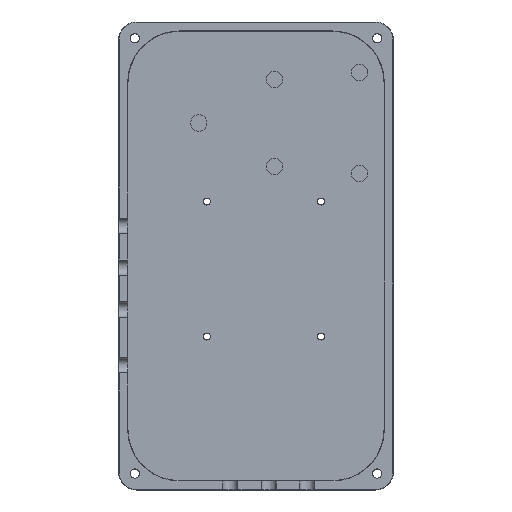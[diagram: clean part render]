
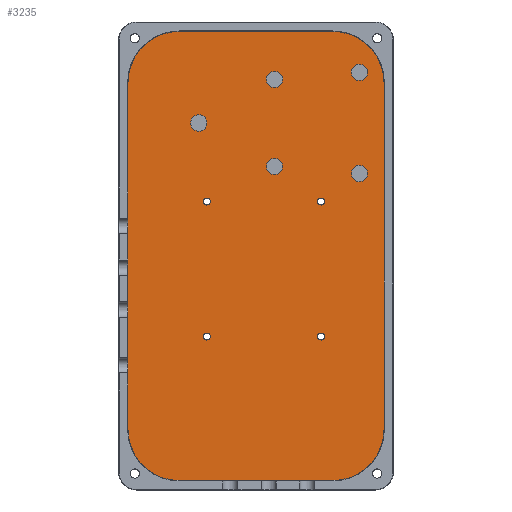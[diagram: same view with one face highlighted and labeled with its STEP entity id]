
A CAD part, top view. The second image highlights one B-rep face of the part: STEP entity #3235.
In plain terms, the highlighted planar face has unit normal (0, 0, 1).
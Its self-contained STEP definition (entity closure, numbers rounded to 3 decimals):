
#143=FACE_BOUND('',#684,.T.);
#144=FACE_BOUND('',#685,.T.);
#145=FACE_BOUND('',#686,.T.);
#146=FACE_BOUND('',#687,.T.);
#147=FACE_BOUND('',#688,.T.);
#148=FACE_BOUND('',#689,.T.);
#149=FACE_BOUND('',#690,.T.);
#150=FACE_BOUND('',#691,.T.);
#151=FACE_BOUND('',#692,.T.);
#171=CIRCLE('',#3294,22.);
#186=CIRCLE('',#3325,22.);
#215=CIRCLE('',#3356,22.);
#216=CIRCLE('',#3359,22.);
#270=CIRCLE('',#3435,3.5);
#272=CIRCLE('',#3439,3.5);
#274=CIRCLE('',#3443,3.5);
#276=CIRCLE('',#3447,3.5);
#278=CIRCLE('',#3451,3.5);
#288=CIRCLE('',#3550,1.5);
#289=CIRCLE('',#3552,1.5);
#290=CIRCLE('',#3554,1.5);
#291=CIRCLE('',#3556,1.5);
#461=FACE_OUTER_BOUND('',#683,.T.);
#683=EDGE_LOOP('',(#2955,#2956,#2957,#2958,#2959,#2960,#2961,#2962));
#684=EDGE_LOOP('',(#2963));
#685=EDGE_LOOP('',(#2964));
#686=EDGE_LOOP('',(#2965));
#687=EDGE_LOOP('',(#2966));
#688=EDGE_LOOP('',(#2967));
#689=EDGE_LOOP('',(#2968));
#690=EDGE_LOOP('',(#2969));
#691=EDGE_LOOP('',(#2970));
#692=EDGE_LOOP('',(#2971));
#778=LINE('',#4699,#1091);
#803=LINE('',#4754,#1116);
#839=LINE('',#4849,#1152);
#866=LINE('',#4961,#1179);
#1091=VECTOR('',#3715,10.);
#1116=VECTOR('',#3770,10.);
#1152=VECTOR('',#3862,10.);
#1179=VECTOR('',#3951,10.);
#1401=VERTEX_POINT('',#4696);
#1402=VERTEX_POINT('',#4698);
#1413=VERTEX_POINT('',#4735);
#1417=VERTEX_POINT('',#4753);
#1447=VERTEX_POINT('',#4843);
#1448=VERTEX_POINT('',#4847);
#1501=VERTEX_POINT('',#4955);
#1502=VERTEX_POINT('',#4959);
#1591=VERTEX_POINT('',#5185);
#1593=VERTEX_POINT('',#5192);
#1595=VERTEX_POINT('',#5199);
#1597=VERTEX_POINT('',#5206);
#1599=VERTEX_POINT('',#5213);
#1609=VERTEX_POINT('',#5394);
#1610=VERTEX_POINT('',#5398);
#1611=VERTEX_POINT('',#5402);
#1612=VERTEX_POINT('',#5406);
#1713=EDGE_CURVE('',#1401,#1402,#778,.T.);
#1733=EDGE_CURVE('',#1413,#1402,#171,.T.);
#1743=EDGE_CURVE('',#1413,#1417,#803,.T.);
#1792=EDGE_CURVE('',#1401,#1447,#186,.T.);
#1794=EDGE_CURVE('',#1448,#1447,#839,.T.);
#1848=EDGE_CURVE('',#1448,#1501,#215,.T.);
#1850=EDGE_CURVE('',#1502,#1501,#866,.T.);
#1851=EDGE_CURVE('',#1502,#1417,#216,.T.);
#1964=EDGE_CURVE('',#1591,#1591,#270,.T.);
#1967=EDGE_CURVE('',#1593,#1593,#272,.T.);
#1970=EDGE_CURVE('',#1595,#1595,#274,.T.);
#1973=EDGE_CURVE('',#1597,#1597,#276,.T.);
#1976=EDGE_CURVE('',#1599,#1599,#278,.T.);
#2057=EDGE_CURVE('',#1609,#1609,#288,.T.);
#2059=EDGE_CURVE('',#1610,#1610,#289,.T.);
#2061=EDGE_CURVE('',#1611,#1611,#290,.T.);
#2063=EDGE_CURVE('',#1612,#1612,#291,.T.);
#2955=ORIENTED_EDGE('',*,*,#1848,.T.);
#2956=ORIENTED_EDGE('',*,*,#1850,.F.);
#2957=ORIENTED_EDGE('',*,*,#1851,.T.);
#2958=ORIENTED_EDGE('',*,*,#1743,.F.);
#2959=ORIENTED_EDGE('',*,*,#1733,.T.);
#2960=ORIENTED_EDGE('',*,*,#1713,.F.);
#2961=ORIENTED_EDGE('',*,*,#1792,.T.);
#2962=ORIENTED_EDGE('',*,*,#1794,.F.);
#2963=ORIENTED_EDGE('',*,*,#1964,.T.);
#2964=ORIENTED_EDGE('',*,*,#1967,.T.);
#2965=ORIENTED_EDGE('',*,*,#1970,.T.);
#2966=ORIENTED_EDGE('',*,*,#1973,.T.);
#2967=ORIENTED_EDGE('',*,*,#1976,.T.);
#2968=ORIENTED_EDGE('',*,*,#2057,.T.);
#2969=ORIENTED_EDGE('',*,*,#2059,.T.);
#2970=ORIENTED_EDGE('',*,*,#2061,.T.);
#2971=ORIENTED_EDGE('',*,*,#2063,.T.);
#3065=PLANE('',#3559);
#3235=ADVANCED_FACE('',(#461,#143,#144,#145,#146,#147,#148,#149,#150,#151),
#3065,.F.);
#3294=AXIS2_PLACEMENT_3D('',#4736,#3751,#3752);
#3325=AXIS2_PLACEMENT_3D('',#4845,#3857,#3858);
#3356=AXIS2_PLACEMENT_3D('',#4957,#3946,#3947);
#3359=AXIS2_PLACEMENT_3D('',#4963,#3954,#3955);
#3435=AXIS2_PLACEMENT_3D('',#5187,#4165,#4166);
#3439=AXIS2_PLACEMENT_3D('',#5194,#4174,#4175);
#3443=AXIS2_PLACEMENT_3D('',#5201,#4183,#4184);
#3447=AXIS2_PLACEMENT_3D('',#5208,#4192,#4193);
#3451=AXIS2_PLACEMENT_3D('',#5215,#4201,#4202);
#3550=AXIS2_PLACEMENT_3D('',#5395,#4470,#4471);
#3552=AXIS2_PLACEMENT_3D('',#5399,#4475,#4476);
#3554=AXIS2_PLACEMENT_3D('',#5403,#4480,#4481);
#3556=AXIS2_PLACEMENT_3D('',#5407,#4485,#4486);
#3559=AXIS2_PLACEMENT_3D('',#5412,#4493,#4494);
#3715=DIRECTION('',(-1.,0.,0.));
#3751=DIRECTION('center_axis',(0.,0.,1.));
#3752=DIRECTION('ref_axis',(-0.707,-0.707,0.));
#3770=DIRECTION('',(0.,1.,0.));
#3857=DIRECTION('center_axis',(0.,0.,1.));
#3858=DIRECTION('ref_axis',(0.707,-0.707,0.));
#3862=DIRECTION('',(0.,-1.,0.));
#3946=DIRECTION('center_axis',(0.,0.,1.));
#3947=DIRECTION('ref_axis',(0.707,0.707,0.));
#3951=DIRECTION('',(1.,0.,0.));
#3954=DIRECTION('center_axis',(0.,0.,1.));
#3955=DIRECTION('ref_axis',(-0.707,0.707,0.));
#4165=DIRECTION('center_axis',(0.,0.,-1.));
#4166=DIRECTION('ref_axis',(-1.,0.,0.));
#4174=DIRECTION('center_axis',(0.,0.,-1.));
#4175=DIRECTION('ref_axis',(-1.,0.,0.));
#4183=DIRECTION('center_axis',(0.,0.,-1.));
#4184=DIRECTION('ref_axis',(-1.,0.,0.));
#4192=DIRECTION('center_axis',(0.,0.,-1.));
#4193=DIRECTION('ref_axis',(-1.,0.,0.));
#4201=DIRECTION('center_axis',(0.,0.,-1.));
#4202=DIRECTION('ref_axis',(-1.,0.,0.));
#4470=DIRECTION('center_axis',(0.,0.,-1.));
#4471=DIRECTION('ref_axis',(-1.,0.,0.));
#4475=DIRECTION('center_axis',(0.,0.,-1.));
#4476=DIRECTION('ref_axis',(-1.,0.,0.));
#4480=DIRECTION('center_axis',(0.,0.,-1.));
#4481=DIRECTION('ref_axis',(-1.,0.,0.));
#4485=DIRECTION('center_axis',(0.,0.,-1.));
#4486=DIRECTION('ref_axis',(-1.,0.,0.));
#4493=DIRECTION('center_axis',(0.,0.,-1.));
#4494=DIRECTION('ref_axis',(-1.,0.,0.));
#4696=CARTESIAN_POINT('',(27.886,-116.095,-54.509));
#4698=CARTESIAN_POINT('',(-38.114,-116.095,-54.509));
#4699=CARTESIAN_POINT('',(-60.114,-116.095,-54.509));
#4735=CARTESIAN_POINT('',(-60.114,-94.095,-54.509));
#4736=CARTESIAN_POINT('Origin',(-38.114,-94.095,-54.509));
#4753=CARTESIAN_POINT('',(-60.114,54.905,-54.509));
#4754=CARTESIAN_POINT('',(-60.114,76.905,-54.509));
#4843=CARTESIAN_POINT('',(49.886,-94.095,-54.509));
#4845=CARTESIAN_POINT('Origin',(27.886,-94.095,-54.509));
#4847=CARTESIAN_POINT('',(49.886,54.905,-54.509));
#4849=CARTESIAN_POINT('',(49.886,-116.095,-54.509));
#4955=CARTESIAN_POINT('',(27.886,76.905,-54.509));
#4957=CARTESIAN_POINT('Origin',(27.886,54.905,-54.509));
#4959=CARTESIAN_POINT('',(-38.114,76.905,-54.509));
#4961=CARTESIAN_POINT('',(49.886,76.905,-54.509));
#4963=CARTESIAN_POINT('Origin',(-38.114,54.905,-54.509));
#5185=CARTESIAN_POINT('',(42.811,15.848,-54.509));
#5187=CARTESIAN_POINT('Origin',(39.311,15.848,-54.509));
#5192=CARTESIAN_POINT('',(-26.189,37.553,-54.509));
#5194=CARTESIAN_POINT('Origin',(-29.689,37.553,-54.509));
#5199=CARTESIAN_POINT('',(42.811,59.288,-54.509));
#5201=CARTESIAN_POINT('Origin',(39.311,59.288,-54.509));
#5206=CARTESIAN_POINT('',(6.311,18.848,-54.509));
#5208=CARTESIAN_POINT('Origin',(2.811,18.848,-54.509));
#5213=CARTESIAN_POINT('',(6.311,56.288,-54.509));
#5215=CARTESIAN_POINT('Origin',(2.811,56.288,-54.509));
#5394=CARTESIAN_POINT('',(-24.689,-54.175,-54.509));
#5395=CARTESIAN_POINT('Origin',(-26.189,-54.175,-54.509));
#5398=CARTESIAN_POINT('',(24.311,3.825,-54.509));
#5399=CARTESIAN_POINT('Origin',(22.811,3.825,-54.509));
#5402=CARTESIAN_POINT('',(24.311,-54.175,-54.509));
#5403=CARTESIAN_POINT('Origin',(22.811,-54.175,-54.509));
#5406=CARTESIAN_POINT('',(-24.689,3.825,-54.509));
#5407=CARTESIAN_POINT('Origin',(-26.189,3.825,-54.509));
#5412=CARTESIAN_POINT('Origin',(-5.114,-19.595,-54.509));
